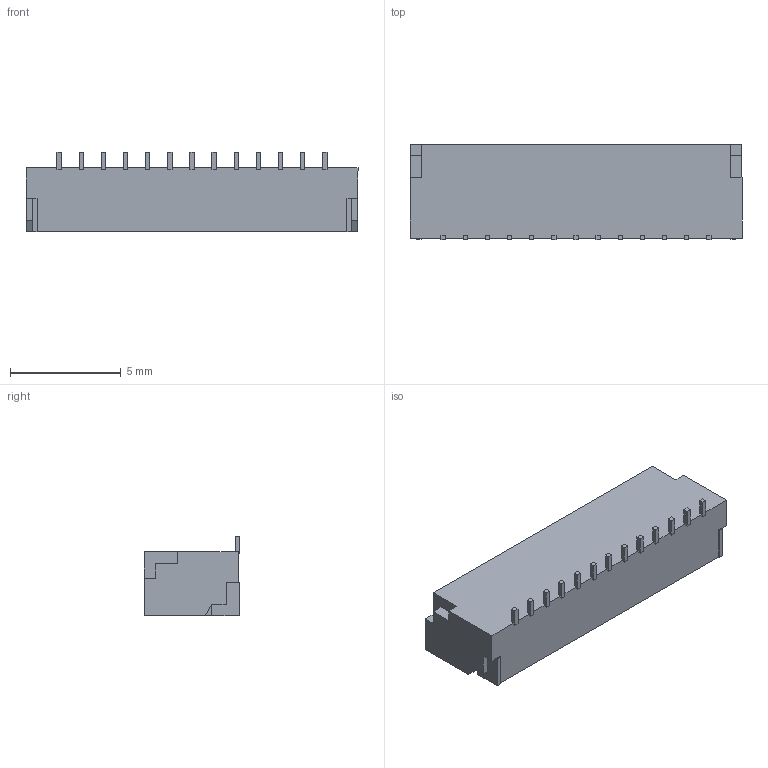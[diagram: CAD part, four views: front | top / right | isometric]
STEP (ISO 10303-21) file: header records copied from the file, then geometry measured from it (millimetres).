
FILE_DESCRIPTION (( 'STEP AP214' ), '1' );
FILE_NAME ('BM13B-SRSS.STEP', '2010-06-15T09:32:23', ( ' ' ), ( ' ' ), 'SwSTEP 2.0', 'SolidWorks 2005235', '' );
FILE_SCHEMA (( 'AUTOMOTIVE_DESIGN' ));
Length unit declared in the file: millimetre
Products named in the file (1): BM13B-SRSS
Bounding box: 15 x 4.32 x 3.6 mm (x, y, z)
Volume: 99.8 mm3; surface area: 371.5 mm2
Topology: 1 solids, 1 shells, 192 faces, 524 edges, 348 vertices
Faces by surface type: plane 192
Entity records: 8071 total; most frequent: CARTESIAN_POINT 1065, ORIENTED_EDGE 1048, DIRECTION 910, VECTOR 524, LINE 524, EDGE_CURVE 524, VERTEX_POINT 348, EDGE_LOOP 206
